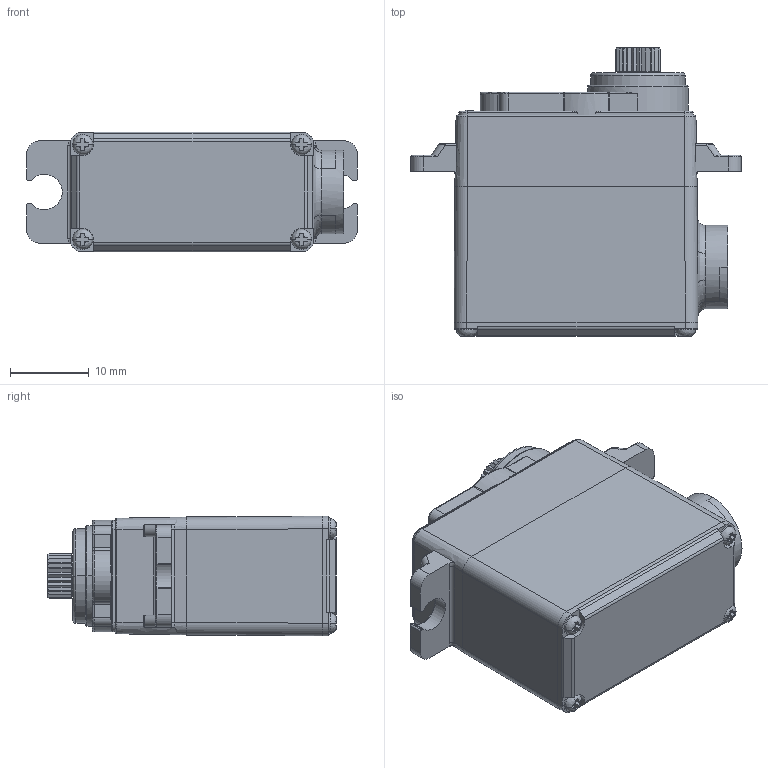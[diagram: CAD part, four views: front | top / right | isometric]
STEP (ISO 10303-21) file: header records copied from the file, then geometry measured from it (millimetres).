
FILE_DESCRIPTION((''),'2;1');
FILE_NAME('HS-5086WP_ASM','2017-08-30T',('servo-csw'),(''),'CREO PARAMETRIC BY PTC INC, 2014440','CREO PARAMETRIC BY PTC INC, 2014440','');
FILE_SCHEMA(('CONFIG_CONTROL_DESIGN'));
Length unit declared in the file: millimetre
Products named in the file (2): _HS-5086WP; HS-5086WP_ASM
Assembly tree (1 placements, depth 2):
  HS-5086WP_ASM
    _HS-5086WP
Bounding box: 42 x 36.7 x 15.2 mm (x, y, z)
Volume: 14598.6 mm3; surface area: 4599.6 mm2
Topology: 1 solids, 9 shells, 1058 faces, 2876 edges, 1878 vertices
Faces by surface type: plane 788, cylinder 167, torus 35, bspline 31, cone 30, sphere 7
Entity records: 43481 total; most frequent: CARTESIAN_POINT 10992, ORIENTED_EDGE 5752, DIRECTION 5030, EDGE_CURVE 2876, VECTOR 2260, LINE 2260, VERTEX_POINT 1878, AXIS2_PLACEMENT_3D 1385
